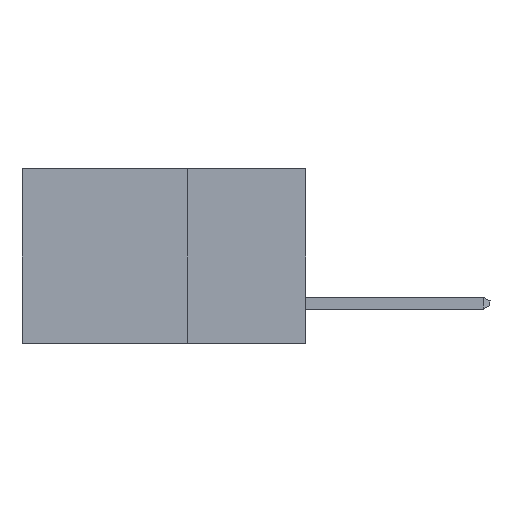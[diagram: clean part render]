
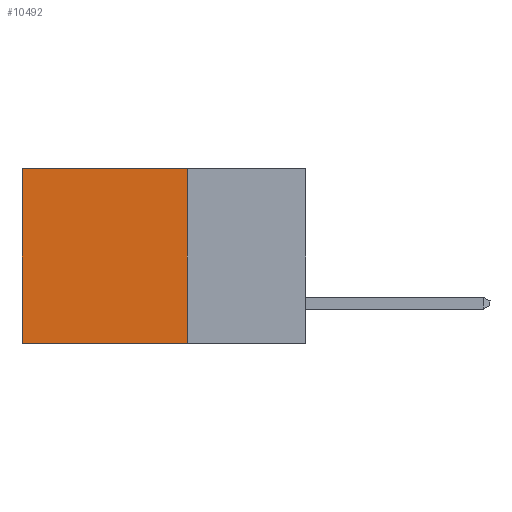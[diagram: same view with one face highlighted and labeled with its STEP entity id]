
A CAD part, left-side view. The second image highlights one B-rep face of the part: STEP entity #10492.
In plain terms, the highlighted planar face has unit normal (-1, 0, 0).
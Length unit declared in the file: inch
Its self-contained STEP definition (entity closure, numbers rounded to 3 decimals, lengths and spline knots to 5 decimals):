
#291 = PLANE ( 'NONE',  #7375 ) ;
#326 = ORIENTED_EDGE ( 'NONE', *, *, #7325, .T. ) ;
#877 = DIRECTION ( 'NONE',  ( 0., 1., 0. ) ) ;
#1557 = CARTESIAN_POINT ( 'NONE',  ( 0.2615, 0.6, -0.37 ) ) ;
#1744 = VECTOR ( 'NONE', #10152, 39.37008 ) ;
#1905 = DIRECTION ( 'NONE',  ( 1., 0., 0. ) ) ;
#1956 = FACE_OUTER_BOUND ( 'NONE', #6030, .T. ) ;
#2473 = EDGE_CURVE ( 'NONE', #6585, #3043, #6723, .T. ) ;
#2521 = DIRECTION ( 'NONE',  ( 0., 0., -1. ) ) ;
#2957 = VERTEX_POINT ( 'NONE', #5461 ) ;
#3043 = VERTEX_POINT ( 'NONE', #8777 ) ;
#3402 = CARTESIAN_POINT ( 'NONE',  ( 0.2615, 0.25, -0.37 ) ) ;
#3507 = CARTESIAN_POINT ( 'NONE',  ( 0.2615, 0.25, -0.37 ) ) ;
#3858 = CARTESIAN_POINT ( 'NONE',  ( 0.2615, 0.25, 0. ) ) ;
#3911 = LINE ( 'NONE', #1557, #5692 ) ;
#4289 = DIRECTION ( 'NONE',  ( 0., 0., -1. ) ) ;
#4436 = CARTESIAN_POINT ( 'NONE',  ( 0.2615, 0.6, -0.37 ) ) ;
#4778 = EDGE_CURVE ( 'NONE', #3043, #6637, #8974, .T. ) ;
#5228 = VECTOR ( 'NONE', #877, 39.37008 ) ;
#5461 = CARTESIAN_POINT ( 'NONE',  ( 0.2615, 0.6, 0. ) ) ;
#5692 = VECTOR ( 'NONE', #2521, 39.37008 ) ;
#5910 = ORIENTED_EDGE ( 'NONE', *, *, #4778, .F. ) ;
#6030 = EDGE_LOOP ( 'NONE', ( #326, #5910, #6597, #9868 ) ) ;
#6585 = VERTEX_POINT ( 'NONE', #9124 ) ;
#6597 = ORIENTED_EDGE ( 'NONE', *, *, #2473, .F. ) ;
#6637 = VERTEX_POINT ( 'NONE', #4436 ) ;
#6723 = LINE ( 'NONE', #3402, #10446 ) ;
#7325 = EDGE_CURVE ( 'NONE', #2957, #6637, #3911, .T. ) ;
#7375 = AXIS2_PLACEMENT_3D ( 'NONE', #8347, #1905, #7497 ) ;
#7497 = DIRECTION ( 'NONE',  ( 0., 0., -1. ) ) ;
#7896 = LINE ( 'NONE', #3858, #1744 ) ;
#8347 = CARTESIAN_POINT ( 'NONE',  ( 0.2615, 0.25, -0.37 ) ) ;
#8503 = EDGE_CURVE ( 'NONE', #6585, #2957, #7896, .T. ) ;
#8777 = CARTESIAN_POINT ( 'NONE',  ( 0.2615, 0.25, -0.37 ) ) ;
#8974 = LINE ( 'NONE', #3507, #5228 ) ;
#9124 = CARTESIAN_POINT ( 'NONE',  ( 0.2615, 0.25, 0. ) ) ;
#9868 = ORIENTED_EDGE ( 'NONE', *, *, #8503, .T. ) ;
#10152 = DIRECTION ( 'NONE',  ( 0., 1., 0. ) ) ;
#10446 = VECTOR ( 'NONE', #4289, 39.37008 ) ;
#10492 = ADVANCED_FACE ( 'NONE', ( #1956 ), #291, .F. ) ;
